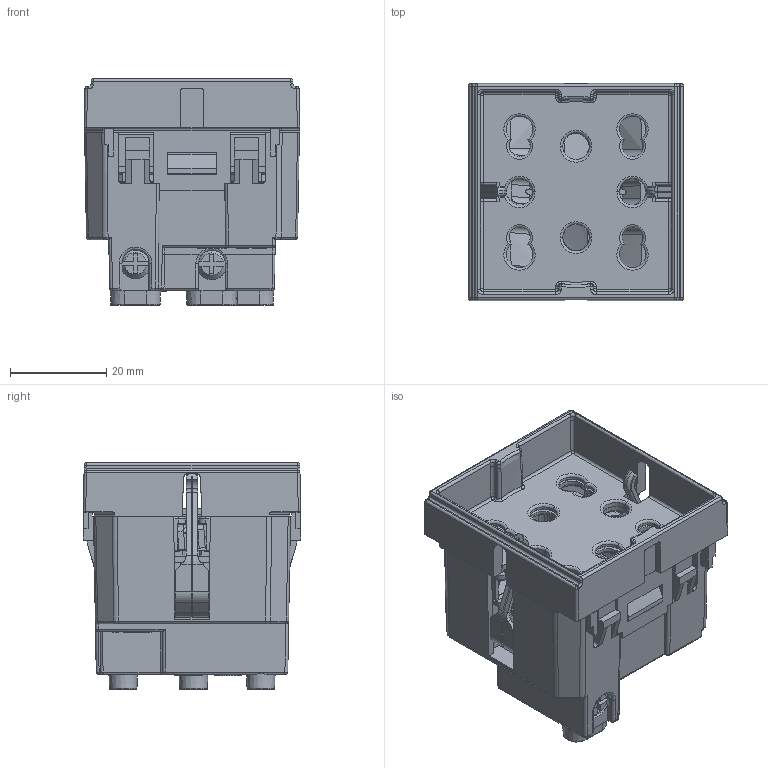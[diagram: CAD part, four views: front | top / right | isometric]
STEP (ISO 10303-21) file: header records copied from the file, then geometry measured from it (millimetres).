
FILE_DESCRIPTION((''),'2;1');
FILE_NAME('LF40211-MGO_1_ASM','2024-01-11T',('admin'),(''),'PRO/ENGINEER BY PARAMETRIC TECHNOLOGY CORPORATION, 2012480','PRO/ENGINEER BY PARAMETRIC TECHNOLOGY CORPORATION, 2012480','');
FILE_SCHEMA(('CONFIG_CONTROL_DESIGN'));
Products named in the file (19): H21_______-LNOW-20230307__AF3; SLIDE-P30-_AF_AF3; SHUTTER-2_AF3; SHUTTER-3_AF_AF2; PROTECTOR-COVER_A_AF3; SHUTTER-2_ASM__AF2_ASM; LF40211002-MGO_1_AF0; LF40211010-MGO_1_AF0; LF40211043-LINEA__AF0; LF40211042-LINEA__AF0; M3_5X6-20200624__AF1; LF40211-LN040__AF2; LF40211-LN040__AF3; LK40207050-22__AF1; M3_5X6-20200624_; M3_5X6-20200624__AF0; LK40207050-22__AF0; LK40207050-22_; LF40211-MGO_1_ASM
Assembly tree (18 placements, depth 3):
  LF40211-MGO_1_ASM
    SHUTTER-2_ASM__AF2_ASM
      H21_______-LNOW-20230307__AF3
      SLIDE-P30-_AF_AF3
      SHUTTER-2_AF3
      SHUTTER-3_AF_AF2
      PROTECTOR-COVER_A_AF3
    LF40211002-MGO_1_AF0
    LF40211010-MGO_1_AF0
    LF40211043-LINEA__AF0
    LF40211042-LINEA__AF0
    M3_5X6-20200624__AF1
    LF40211-LN040__AF2
    LF40211-LN040__AF3
    LK40207050-22__AF1
    M3_5X6-20200624_
    M3_5X6-20200624__AF0
    LK40207050-22__AF0
    LK40207050-22_
Bounding box: 44.79 x 45.2 x 47.1 mm (x, y, z)
Volume: 26048.9 mm3; surface area: 47307.5 mm2
Topology: 20 solids, 22 shells, 4161 faces, 11622 edges, 7508 vertices
Faces by surface type: plane 2428, cylinder 1091, bspline 261, torus 127, extrusion 127, cone 108, sphere 19
Entity records: 149455 total; most frequent: CARTESIAN_POINT 44718, ORIENTED_EDGE 23222, DIRECTION 19710, EDGE_CURVE 11611, VECTOR 7936, LINE 7809, VERTEX_POINT 7508, AXIS2_PLACEMENT_3D 5887
